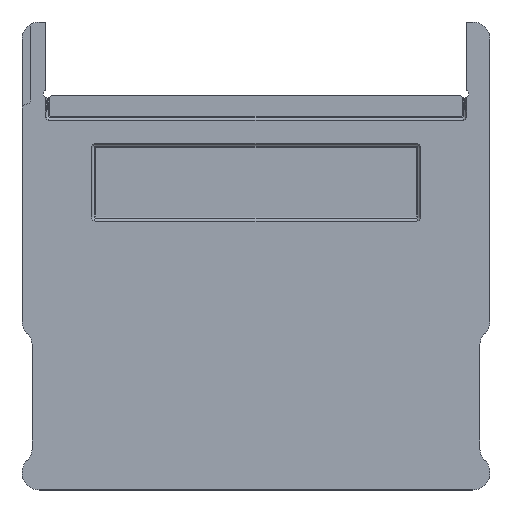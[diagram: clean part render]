
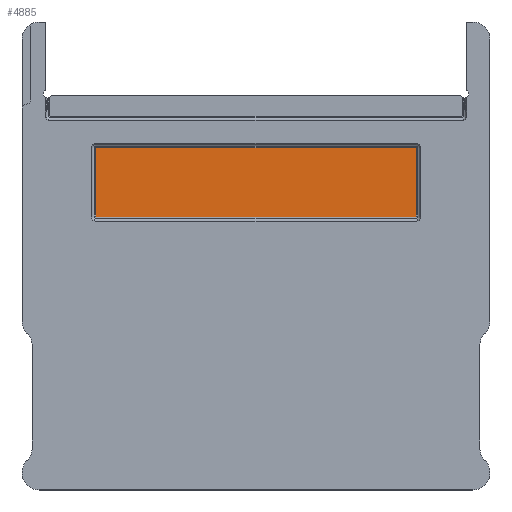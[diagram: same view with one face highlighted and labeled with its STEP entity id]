
A CAD part, top view. The second image highlights one B-rep face of the part: STEP entity #4885.
In plain terms, the highlighted planar face has unit normal (0, 0, 1).
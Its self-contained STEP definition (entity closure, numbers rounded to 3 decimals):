
#3947 = VERTEX_POINT('',#3948);
#3948 = CARTESIAN_POINT('',(-18.5,4.5,0.6));
#4200 = EDGE_CURVE('',#4201,#3947,#4203,.T.);
#4201 = VERTEX_POINT('',#4202);
#4202 = CARTESIAN_POINT('',(-18.5,12.5,0.6));
#4203 = LINE('',#4204,#4205);
#4204 = CARTESIAN_POINT('',(-18.5,12.5,0.6));
#4205 = VECTOR('',#4206,1.);
#4206 = DIRECTION('',(0.,-1.,0.));
#4885 = ADVANCED_FACE('',(#4886),#4911,.T.);
#4886 = FACE_BOUND('',#4887,.T.);
#4887 = EDGE_LOOP('',(#4888,#4896,#4897,#4905));
#4888 = ORIENTED_EDGE('',*,*,#4889,.T.);
#4889 = EDGE_CURVE('',#4890,#4201,#4892,.T.);
#4890 = VERTEX_POINT('',#4891);
#4891 = CARTESIAN_POINT('',(18.5,12.5,0.6));
#4892 = LINE('',#4893,#4894);
#4893 = CARTESIAN_POINT('',(18.5,12.5,0.6));
#4894 = VECTOR('',#4895,1.);
#4895 = DIRECTION('',(-1.,0.,0.));
#4896 = ORIENTED_EDGE('',*,*,#4200,.T.);
#4897 = ORIENTED_EDGE('',*,*,#4898,.T.);
#4898 = EDGE_CURVE('',#3947,#4899,#4901,.T.);
#4899 = VERTEX_POINT('',#4900);
#4900 = CARTESIAN_POINT('',(18.5,4.5,0.6));
#4901 = LINE('',#4902,#4903);
#4902 = CARTESIAN_POINT('',(-18.5,4.5,0.6));
#4903 = VECTOR('',#4904,1.);
#4904 = DIRECTION('',(1.,0.,0.));
#4905 = ORIENTED_EDGE('',*,*,#4906,.F.);
#4906 = EDGE_CURVE('',#4890,#4899,#4907,.T.);
#4907 = LINE('',#4908,#4909);
#4908 = CARTESIAN_POINT('',(18.5,12.5,0.6));
#4909 = VECTOR('',#4910,1.);
#4910 = DIRECTION('',(0.,-1.,0.));
#4911 = PLANE('',#4912);
#4912 = AXIS2_PLACEMENT_3D('',#4913,#4914,#4915);
#4913 = CARTESIAN_POINT('',(0.,8.5,0.6));
#4914 = DIRECTION('',(0.,0.,1.));
#4915 = DIRECTION('',(1.,0.,-0.));
